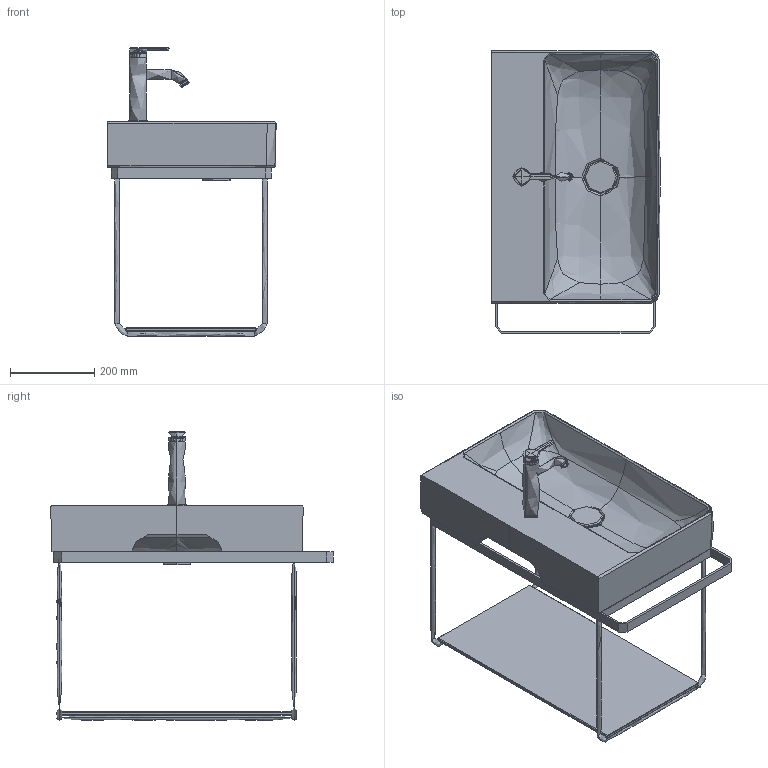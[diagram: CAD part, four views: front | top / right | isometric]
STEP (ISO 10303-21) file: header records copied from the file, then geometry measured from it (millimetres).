
FILE_DESCRIPTION(/* description */ (''),/* implementation_level */ '2;1');
FILE_NAME(/* name */ '235660_003114',/* time_stamp */ '2018-03-29T14:16:49+02:00',/* author */ (''),/* organization */ (''),/* preprocessor_version */ 'ST-DEVELOPER v15',/* originating_system */ '',/* authorisation */ '');
FILE_SCHEMA (('AUTOMOTIVE_DESIGN'));
Length unit declared in the file: millimetre
Products named in the file (8): Document; 601869; 615737; A016999; 615729; 632641; 613658; 636748
Assembly tree (7 placements, depth 2):
  Document
    601869
    615737
    A016999
    615729
    632641
    613658
    636748
Bounding box: 399.94 x 671.31 x 686.24 mm (x, y, z)
Volume: 1769898.6 mm3; surface area: 1559280.2 mm2
Topology: 10 solids, 87 shells, 898 faces, 2318 edges, 1482 vertices
Faces by surface type: bspline 707, plane 191
Entity records: 104058 total; most frequent: CARTESIAN_POINT 90990, ORIENTED_EDGE 4204, EDGE_CURVE 2284, VERTEX_POINT 1475, B_SPLINE_CURVE_WITH_KNOTS 1109, EDGE_LOOP 949, ADVANCED_FACE 893, FACE_OUTER_BOUND 893
